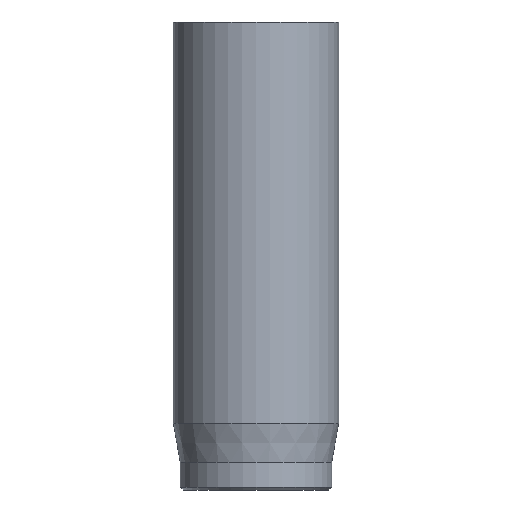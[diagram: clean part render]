
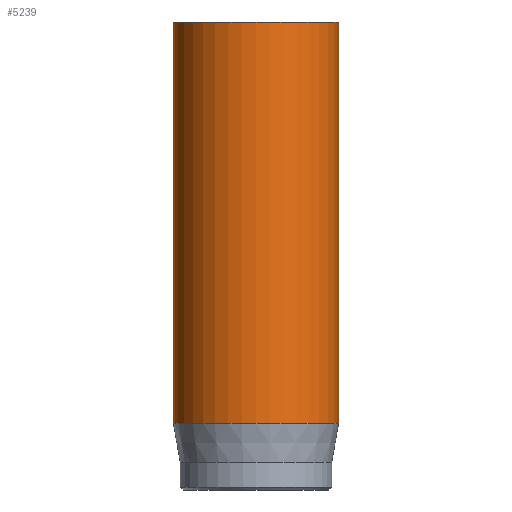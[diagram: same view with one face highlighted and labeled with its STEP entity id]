
A CAD part, front view. The second image highlights one B-rep face of the part: STEP entity #5239.
In plain terms, the highlighted cylindrical face has radius 3 mm (diameter 6 mm), a full revolution.
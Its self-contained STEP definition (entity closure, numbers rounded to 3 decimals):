
#32=CYLINDRICAL_SURFACE('',#5455,3.);
#47=CIRCLE('',#5423,3.);
#63=CIRCLE('',#5453,3.);
#64=CIRCLE('',#5454,3.);
#823=FACE_OUTER_BOUND('',#1127,.T.);
#1127=EDGE_LOOP('',(#4749,#4750,#4751,#4752,#4753));
#1556=LINE('',#9737,#1991);
#1991=VECTOR('',#6164,3.);
#2488=VERTEX_POINT('',#9677);
#2504=VERTEX_POINT('',#9731);
#2505=VERTEX_POINT('',#9732);
#3237=EDGE_CURVE('',#2488,#2488,#47,.T.);
#3261=EDGE_CURVE('',#2504,#2505,#63,.T.);
#3262=EDGE_CURVE('',#2505,#2504,#64,.T.);
#3264=EDGE_CURVE('',#2488,#2504,#1556,.T.);
#4749=ORIENTED_EDGE('',*,*,#3237,.T.);
#4750=ORIENTED_EDGE('',*,*,#3264,.T.);
#4751=ORIENTED_EDGE('',*,*,#3261,.T.);
#4752=ORIENTED_EDGE('',*,*,#3262,.T.);
#4753=ORIENTED_EDGE('',*,*,#3264,.F.);
#5239=ADVANCED_FACE('',(#823),#32,.T.);
#5423=AXIS2_PLACEMENT_3D('',#9678,#6089,#6090);
#5453=AXIS2_PLACEMENT_3D('',#9733,#6157,#6158);
#5454=AXIS2_PLACEMENT_3D('',#9734,#6159,#6160);
#5455=AXIS2_PLACEMENT_3D('',#9736,#6162,#6163);
#6089=DIRECTION('center_axis',(0.,0.,-1.));
#6090=DIRECTION('ref_axis',(-1.,0.,0.));
#6157=DIRECTION('center_axis',(0.,0.,1.));
#6158=DIRECTION('ref_axis',(-1.,0.,0.));
#6159=DIRECTION('center_axis',(0.,0.,1.));
#6160=DIRECTION('ref_axis',(-1.,0.,0.));
#6162=DIRECTION('center_axis',(0.,0.,1.));
#6163=DIRECTION('ref_axis',(-1.,0.,0.));
#6164=DIRECTION('',(0.,0.,-1.));
#9677=CARTESIAN_POINT('',(3.,0.,17.));
#9678=CARTESIAN_POINT('Origin',(0.,0.,17.));
#9731=CARTESIAN_POINT('',(3.,0.,2.418));
#9732=CARTESIAN_POINT('',(-3.,0.,2.418));
#9733=CARTESIAN_POINT('Origin',(0.,0.,2.418));
#9734=CARTESIAN_POINT('Origin',(0.,0.,2.418));
#9736=CARTESIAN_POINT('Origin',(0.,0.,0.));
#9737=CARTESIAN_POINT('',(3.,0.,0.));
